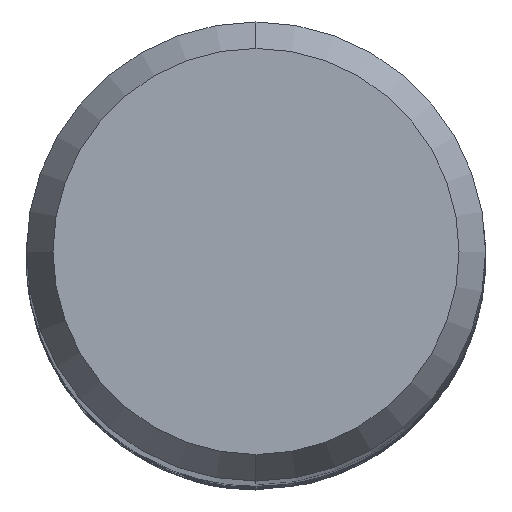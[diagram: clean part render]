
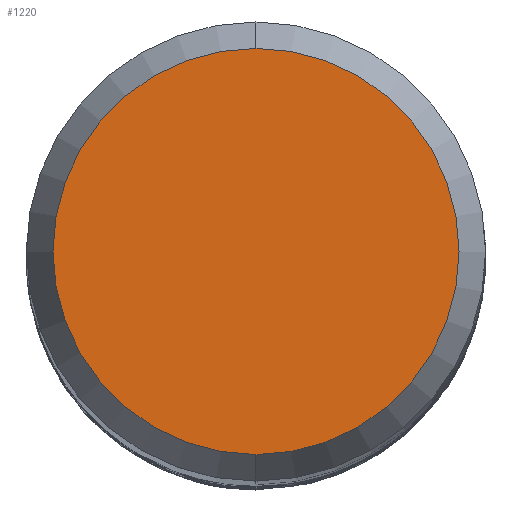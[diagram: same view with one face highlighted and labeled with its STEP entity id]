
A CAD part, top view. The second image highlights one B-rep face of the part: STEP entity #1220.
In plain terms, the highlighted planar face has unit normal (0, 0, 1).
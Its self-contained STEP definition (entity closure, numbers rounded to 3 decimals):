
#690=VERTEX_POINT('',#1934);
#720=EDGE_CURVE('',#690,#1222,#1965,.T.);
#1220=ADVANCED_FACE('',(#2508),#2509,.T.);
#1222=VERTEX_POINT('',#2511);
#1704=EDGE_CURVE('',#1222,#690,#3038,.T.);
#1934=CARTESIAN_POINT('',(0.,-3.538,0.0));
#1965=CIRCLE('',#3759,3.538);
#2508=FACE_OUTER_BOUND('',#13013,.T.);
#2509=PLANE('',#13014);
#2511=CARTESIAN_POINT('',(0.0,3.538,0.0));
#3038=CIRCLE('',#19456,3.538);
#3759=AXIS2_PLACEMENT_3D('',#20865,#20866,#20867);
#13013=EDGE_LOOP('',(#21405,#21406));
#13014=AXIS2_PLACEMENT_3D('',#21407,#21408,#21409);
#19456=AXIS2_PLACEMENT_3D('',#22044,#22045,#22046);
#20865=CARTESIAN_POINT('',(0.0,0.0,0.0));
#20866=DIRECTION('',(0.0,0.0,-1.0));
#20867=DIRECTION('',(0.0,1.0,0.0));
#21405=ORIENTED_EDGE('',*,*,#1704,.F.);
#21406=ORIENTED_EDGE('',*,*,#720,.F.);
#21407=CARTESIAN_POINT('',(0.0,1.769,0.0));
#21408=DIRECTION('',(-0.0,0.0,1.0));
#21409=DIRECTION('',(0.0,-1.0,0.0));
#22044=CARTESIAN_POINT('',(0.0,0.0,0.0));
#22045=DIRECTION('',(0.0,0.0,-1.0));
#22046=DIRECTION('',(0.0,1.0,0.0));
